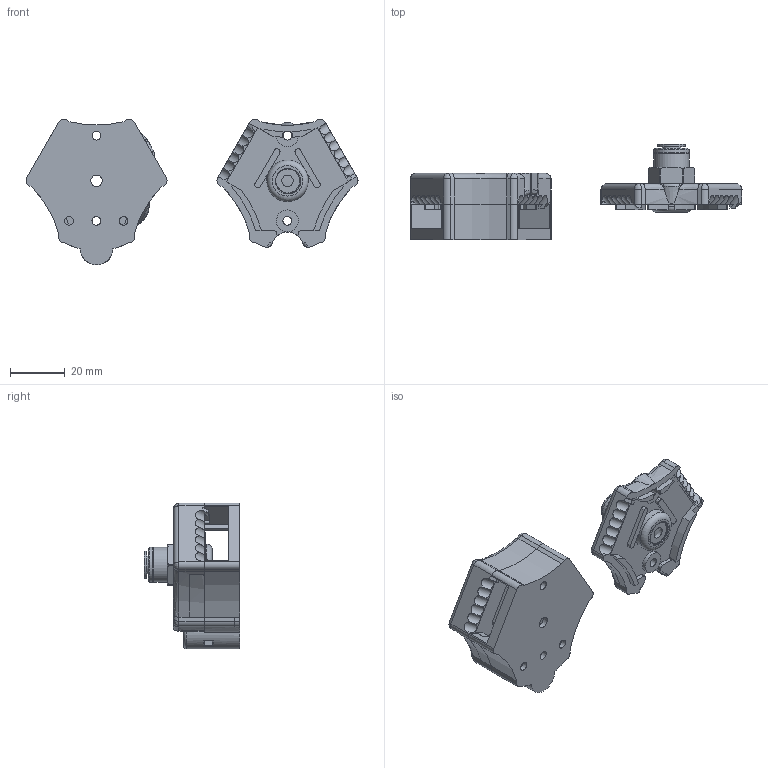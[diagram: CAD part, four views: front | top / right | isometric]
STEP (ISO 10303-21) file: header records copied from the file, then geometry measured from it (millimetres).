
FILE_DESCRIPTION(/* description */ (''),/* implementation_level */ '2;1');
FILE_NAME(/* name */ 'electric_compartment_for_v7.step',/* time_stamp */ '2019-01-13T14:53:28+01:00',/* author */ (''),/* organization */ (''),/* preprocessor_version */ 'ST-DEVELOPER v17.2',/* originating_system */ 'Autodesk Translation Framework v7.6.0.251',/* authorisation */ '');
FILE_SCHEMA (('AUTOMOTIVE_DESIGN { 1 0 10303 214 3 1 1 }'));
Length unit declared in the file: millimetre
Products named in the file (7): (Unsaved); v7_electric_compartment_base; v7_electric_compartment_top_bowden; PushFit_JG_PM010401E; electric_compartment_top_bowden_bsp_1/8_inch; v7_electric_compartment_top_f3d_g4; KVT 001M2,5
Assembly tree (9 placements, depth 3):
  (Unsaved)
    v7_electric_compartment_base
    v7_electric_compartment_top_bowden
      PushFit_JG_PM010401E
      electric_compartment_top_bowden_bsp_1/8_inch
    v7_electric_compartment_top_f3d_g4
      KVT 001M2,5  x4
Bounding box: 121.69 x 35 x 53.4 mm (x, y, z)
Volume: 37769.4 mm3; surface area: 21827.4 mm2
Topology: 4 solids, 1020 shells, 1580 faces, 7515 edges, 6925 vertices
Faces by surface type: plane 1197, cylinder 259, bspline 70, cone 28, torus 24, sphere 2
Full cylindrical faces by diameter (mm): 2.013 x4, 3.2 x8, 3.443 x4, 3.8 x4, 4.2 x3, 5.5 x3, 6.635 x1, 7 x1, 8 x1, 8.566 x13, 9.728 x11, 10 x1, 12 x1, 12.4 x1, 12.9 x2, 15.16 x1
Entity records: 46685 total; most frequent: CARTESIAN_POINT 20110, DIRECTION 5457, ORIENTED_EDGE 4625, EDGE_CURVE 3050, VERTEX_POINT 2500, AXIS2_PLACEMENT_3D 1853, LINE 1751, VECTOR 1751
